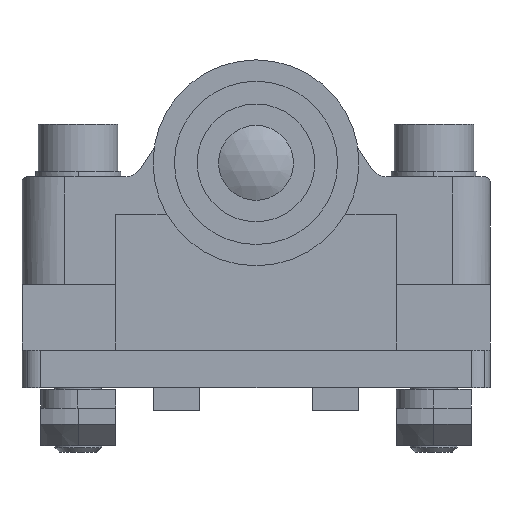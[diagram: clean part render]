
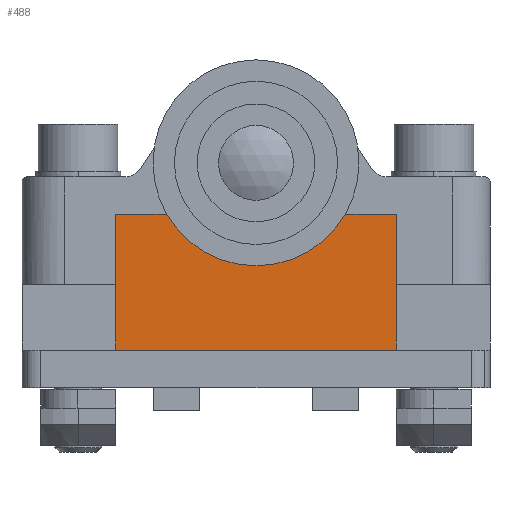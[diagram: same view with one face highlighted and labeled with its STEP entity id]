
A CAD part, front view. The second image highlights one B-rep face of the part: STEP entity #488.
In plain terms, the highlighted planar face has unit normal (0, -1, 0).
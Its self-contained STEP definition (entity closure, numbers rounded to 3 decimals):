
#488=ADVANCED_FACE('',(#1161),#1162,.F.);
#1161=FACE_OUTER_BOUND('',#2046,.T.);
#1162=PLANE('',#2047);
#2046=EDGE_LOOP('',(#3468,#3469,#3470,#3471,#3472,#3473));
#2047=AXIS2_PLACEMENT_3D('',#3474,#3475,#3476);
#3468=ORIENTED_EDGE('',*,*,#5445,.F.);
#3469=ORIENTED_EDGE('',*,*,#5442,.F.);
#3470=ORIENTED_EDGE('',*,*,#5439,.F.);
#3471=ORIENTED_EDGE('',*,*,#5436,.F.);
#3472=ORIENTED_EDGE('',*,*,#5433,.F.);
#3473=ORIENTED_EDGE('',*,*,#5499,.F.);
#3474=CARTESIAN_POINT('',(0.0,-2.0,12.527));
#3475=DIRECTION('',(0.0,1.0,0.0));
#3476=DIRECTION('',(1.0,0.0,-0.0));
#5433=EDGE_CURVE('',#6626,#6628,#6629,.T.);
#5436=EDGE_CURVE('',#6628,#6632,#6633,.T.);
#5439=EDGE_CURVE('',#6632,#6636,#6637,.T.);
#5442=EDGE_CURVE('',#6636,#6640,#6641,.T.);
#5445=EDGE_CURVE('',#6640,#6644,#6645,.T.);
#5499=EDGE_CURVE('',#6644,#6626,#6708,.T.);
#6626=VERTEX_POINT('',#8244);
#6628=VERTEX_POINT('',#8247);
#6629=LINE('',#8248,#8249);
#6632=VERTEX_POINT('',#8253);
#6633=LINE('',#8254,#8255);
#6636=VERTEX_POINT('',#8259);
#6637=CIRCLE('',#8260,9.0);
#6640=VERTEX_POINT('',#8264);
#6641=LINE('',#8265,#8266);
#6644=VERTEX_POINT('',#8270);
#6645=LINE('',#8271,#8272);
#6708=LINE('',#8368,#8369);
#8244=CARTESIAN_POINT('',(10.0,-2.0,4.));
#8247=CARTESIAN_POINT('',(10.0,-2.0,18.5));
#8248=CARTESIAN_POINT('',(10.0,-2.0,4.));
#8249=VECTOR('',#9815,14.5);
#8253=CARTESIAN_POINT('',(17.876,-2.0,18.5));
#8254=CARTESIAN_POINT('',(10.0,-2.0,18.5));
#8255=VECTOR('',#9817,7.876);
#8259=CARTESIAN_POINT('',(32.124,-2.0,18.5));
#8260=AXIS2_PLACEMENT_3D('',#9819,#9820,#9821);
#8264=CARTESIAN_POINT('',(40.0,-2.0,18.5));
#8265=CARTESIAN_POINT('',(32.124,-2.0,18.5));
#8266=VECTOR('',#9823,7.876);
#8270=CARTESIAN_POINT('',(40.0,-2.0,4.));
#8271=CARTESIAN_POINT('',(40.0,-2.0,18.5));
#8272=VECTOR('',#9825,14.5);
#8368=CARTESIAN_POINT('',(40.0,-2.0,4.));
#8369=VECTOR('',#9868,30.0);
#9815=DIRECTION('',(0.0,0.0,1.0));
#9817=DIRECTION('',(1.0,0.0,0.0));
#9819=CARTESIAN_POINT('',(25.0,-2.0,24.0));
#9820=DIRECTION('',(0.0,-1.0,-0.0));
#9821=DIRECTION('',(-0.792,0.0,-0.611));
#9823=DIRECTION('',(1.0,0.0,0.0));
#9825=DIRECTION('',(0.0,0.0,-1.0));
#9868=DIRECTION('',(-1.0,0.0,0.0));
